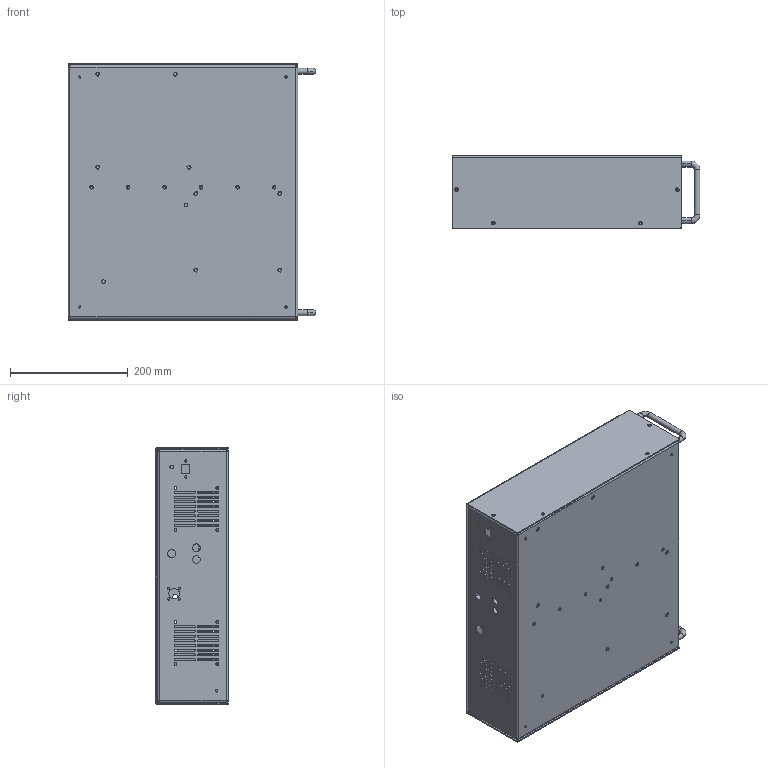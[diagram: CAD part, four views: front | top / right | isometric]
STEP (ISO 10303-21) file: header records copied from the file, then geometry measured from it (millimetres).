
FILE_DESCRIPTION (( 'STEP AP203' ), '1' );
FILE_NAME ('DM-Mont-3.STEP', '2021-12-06T17:11:16', ( '' ), ( '' ), 'SwSTEP 2.0', 'SolidWorks 2018', '' );
FILE_SCHEMA (( 'CONFIG_CONTROL_DESIGN' ));
Length unit declared in the file: millimetre
Products named in the file (10): Rebite M3 CF; DM002-01 Painel Divisório; Al蓷; DM-Mont-1; DM001-01 Base; DM003-00 Tampa; DM-Mont-2; DM-Mont-3; Esp. Roscado N緌 Passante JBSO3.5M3X12S; Paraf. Autocravante JFHM4X8S
Assembly tree (33 placements, depth 4):
  DM-Mont-3
    DM-Mont-2
      DM-Mont-1
        DM001-01 Base
        Al蓷  x2
        Paraf. Autocravante JFHM4X8S  x6
        Esp. Roscado N緌 Passante JBSO3.5M3X12S  x8
        Rebite M3 CF  x12
      DM002-01 Painel Divisório
    DM003-00 Tampa
Bounding box: 421 x 123 x 435.6 mm (x, y, z)
Volume: 1196172.1 mm3; surface area: 1214321.5 mm2
Topology: 31 solids, 31 shells, 1400 faces, 3598 edges, 2316 vertices
Faces by surface type: plane 690, cylinder 542, torus 104, cone 48, bspline 16
Entity records: 27859 total; most frequent: CARTESIAN_POINT 5230, DIRECTION 4503, ORIENTED_EDGE 4210, EDGE_CURVE 2105, AXIS2_PLACEMENT_3D 1639, VERTEX_POINT 1358, LINE 1225, VECTOR 1225
